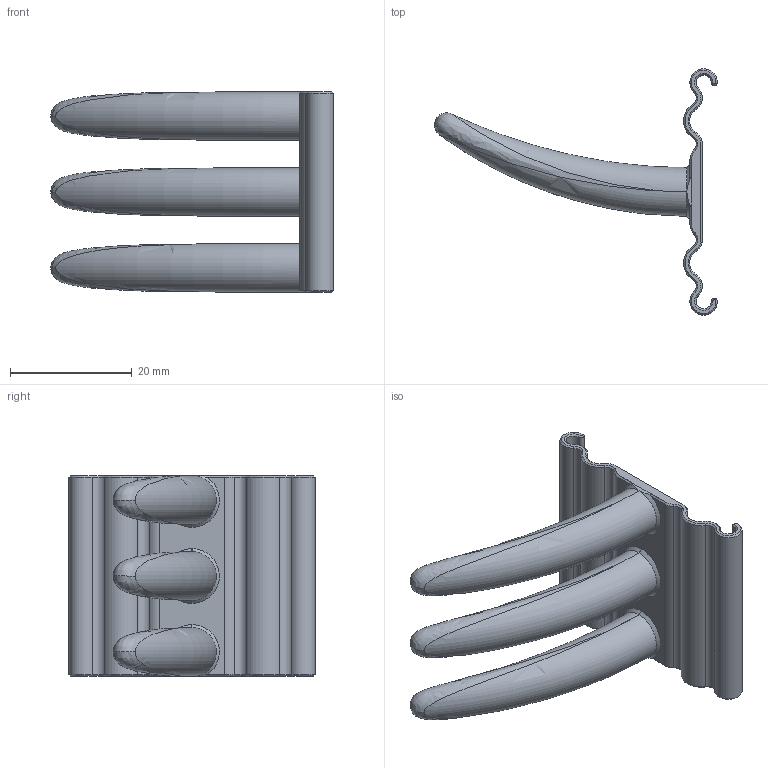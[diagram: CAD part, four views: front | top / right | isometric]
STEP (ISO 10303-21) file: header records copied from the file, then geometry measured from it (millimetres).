
FILE_DESCRIPTION(/* description */ (''),/* implementation_level */ '2;1');
FILE_NAME(/* name */ 'tool holder for seria wirenet 2021 v5.step',/* time_stamp */ '2021-09-22T02:00:15+09:00',/* author */ (''),/* organization */ (''),/* preprocessor_version */ 'ST-DEVELOPER v18.1',/* originating_system */ 'Autodesk Translation Framework v10.10.0.1391',/* authorisation */ '');
FILE_SCHEMA (('AUTOMOTIVE_DESIGN { 1 0 10303 214 3 1 1 }'));
Length unit declared in the file: millimetre
Products named in the file (1): tool holder for seria wirenet 2021
Bounding box: 46.49 x 40.5 x 33 mm (x, y, z)
Volume: 13537.2 mm3; surface area: 16896.4 mm2
Topology: 4 solids, 4 shells, 309 faces, 715 edges, 412 vertices
Faces by surface type: cone 166, cylinder 83, plane 34, bspline 20, torus 6
Full cylindrical faces by diameter (mm): 3.25 x3
Entity records: 10700 total; most frequent: CARTESIAN_POINT 3628, DIRECTION 1571, ORIENTED_EDGE 1424, EDGE_CURVE 712, AXIS2_PLACEMENT_3D 625, VERTEX_POINT 412, CIRCLE 335, LINE 321
